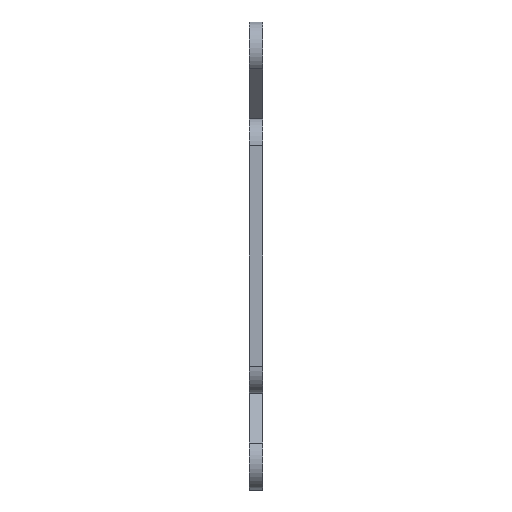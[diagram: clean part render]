
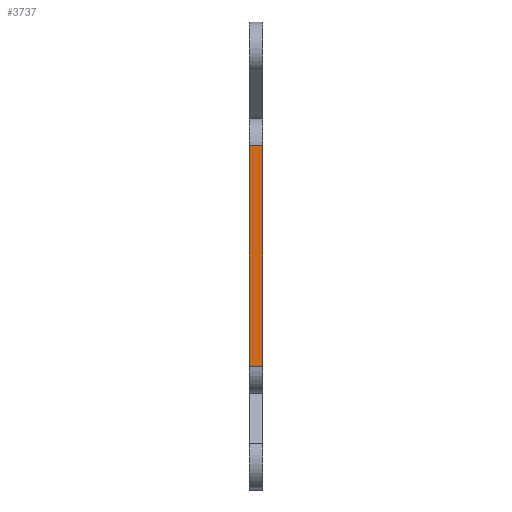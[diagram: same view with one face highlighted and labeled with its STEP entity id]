
A CAD part, left-side view. The second image highlights one B-rep face of the part: STEP entity #3737.
In plain terms, the highlighted planar face has unit normal (-1, 0, 0).
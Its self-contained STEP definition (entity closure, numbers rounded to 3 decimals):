
#12 = LINE ( 'NONE', #2309, #532 ) ;
#67 = EDGE_CURVE ( 'NONE', #4303, #3481, #123, .T. ) ;
#123 = LINE ( 'NONE', #2056, #3372 ) ;
#309 = CARTESIAN_POINT ( 'NONE',  ( -30., 2.5, 40. ) ) ;
#532 = VECTOR ( 'NONE', #1334, 1000. ) ;
#602 = ORIENTED_EDGE ( 'NONE', *, *, #3556, .T. ) ;
#760 = AXIS2_PLACEMENT_3D ( 'NONE', #4078, #3515, #4102 ) ;
#875 = CARTESIAN_POINT ( 'NONE',  ( -30., -2.5, 40. ) ) ;
#948 = EDGE_LOOP ( 'NONE', ( #602, #1816, #2835, #2941 ) ) ;
#1038 = VECTOR ( 'NONE', #1069, 1000. ) ;
#1069 = DIRECTION ( 'NONE',  ( 0., 0., 1. ) ) ;
#1105 = VECTOR ( 'NONE', #2378, 1000. ) ;
#1267 = VERTEX_POINT ( 'NONE', #4109 ) ;
#1334 = DIRECTION ( 'NONE',  ( 0., -1., 0. ) ) ;
#1442 = FACE_OUTER_BOUND ( 'NONE', #948, .T. ) ;
#1713 = LINE ( 'NONE', #3972, #1105 ) ;
#1782 = VERTEX_POINT ( 'NONE', #2403 ) ;
#1816 = ORIENTED_EDGE ( 'NONE', *, *, #67, .T. ) ;
#2032 = EDGE_CURVE ( 'NONE', #1267, #1782, #12, .T. ) ;
#2056 = CARTESIAN_POINT ( 'NONE',  ( -30., 2.5, 40. ) ) ;
#2309 = CARTESIAN_POINT ( 'NONE',  ( -30., 2.5, -40. ) ) ;
#2378 = DIRECTION ( 'NONE',  ( 0., 0., 1. ) ) ;
#2403 = CARTESIAN_POINT ( 'NONE',  ( -30., -2.5, -40. ) ) ;
#2648 = LINE ( 'NONE', #3671, #1038 ) ;
#2775 = PLANE ( 'NONE',  #760 ) ;
#2835 = ORIENTED_EDGE ( 'NONE', *, *, #3557, .F. ) ;
#2941 = ORIENTED_EDGE ( 'NONE', *, *, #2032, .T. ) ;
#3372 = VECTOR ( 'NONE', #3408, 1000. ) ;
#3408 = DIRECTION ( 'NONE',  ( 0., 1., 0. ) ) ;
#3481 = VERTEX_POINT ( 'NONE', #309 ) ;
#3515 = DIRECTION ( 'NONE',  ( 1., 0., 0. ) ) ;
#3556 = EDGE_CURVE ( 'NONE', #1782, #4303, #2648, .T. ) ;
#3557 = EDGE_CURVE ( 'NONE', #1267, #3481, #1713, .T. ) ;
#3671 = CARTESIAN_POINT ( 'NONE',  ( -30., -2.5, 50. ) ) ;
#3737 = ADVANCED_FACE ( 'NONE', ( #1442 ), #2775, .F. ) ;
#3972 = CARTESIAN_POINT ( 'NONE',  ( -30., 2.5, 50. ) ) ;
#4078 = CARTESIAN_POINT ( 'NONE',  ( -30., 2.5, 50. ) ) ;
#4102 = DIRECTION ( 'NONE',  ( 0., 0., -1. ) ) ;
#4109 = CARTESIAN_POINT ( 'NONE',  ( -30., 2.5, -40. ) ) ;
#4303 = VERTEX_POINT ( 'NONE', #875 ) ;
